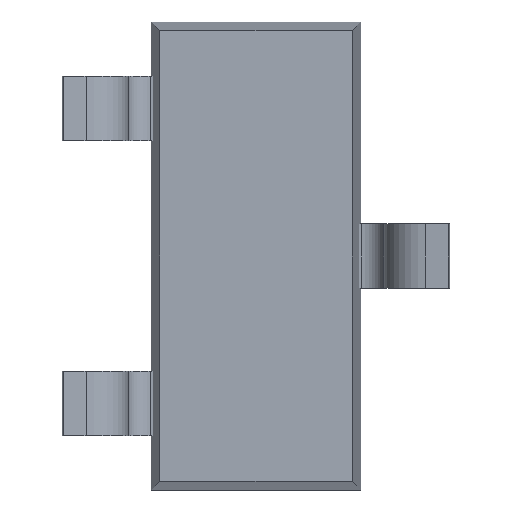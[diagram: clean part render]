
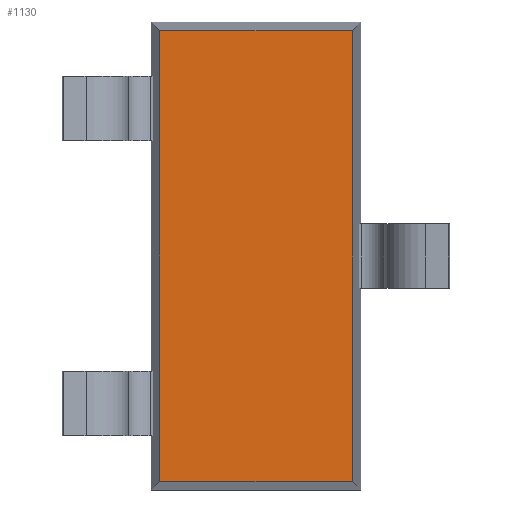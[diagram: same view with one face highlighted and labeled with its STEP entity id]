
A CAD part, front view. The second image highlights one B-rep face of the part: STEP entity #1130.
In plain terms, the highlighted planar face has unit normal (0, -1, 0).
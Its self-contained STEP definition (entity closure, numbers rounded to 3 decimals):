
#70 = DIRECTION ( 'NONE',  ( 0., 1., 0. ) ) ;
#78 = PLANE ( 'NONE',  #1215 ) ;
#88 = CARTESIAN_POINT ( 'NONE',  ( 0., 0.1, -1.395 ) ) ;
#167 = CARTESIAN_POINT ( 'NONE',  ( 0., 0.1, 0. ) ) ;
#217 = DIRECTION ( 'NONE',  ( 0., 0., -1. ) ) ;
#236 = VECTOR ( 'NONE', #1452, 1000. ) ;
#301 = ORIENTED_EDGE ( 'NONE', *, *, #1186, .F. ) ;
#407 = CARTESIAN_POINT ( 'NONE',  ( 0.595, 0.1, 1.395 ) ) ;
#413 = EDGE_CURVE ( 'NONE', #865, #1181, #1290, .T. ) ;
#434 = LINE ( 'NONE', #1190, #236 ) ;
#530 = CARTESIAN_POINT ( 'NONE',  ( 0.595, 0.1, -1.395 ) ) ;
#563 = DIRECTION ( 'NONE',  ( 0., 0., 1. ) ) ;
#565 = DIRECTION ( 'NONE',  ( 1., 0., 0. ) ) ;
#641 = LINE ( 'NONE', #1324, #1346 ) ;
#673 = CARTESIAN_POINT ( 'NONE',  ( -0.595, 0.1, 1.395 ) ) ;
#703 = EDGE_LOOP ( 'NONE', ( #301, #1220, #1135, #1079 ) ) ;
#749 = LINE ( 'NONE', #929, #1506 ) ;
#769 = EDGE_CURVE ( 'NONE', #1099, #1563, #749, .T. ) ;
#796 = EDGE_CURVE ( 'NONE', #1181, #1099, #434, .T. ) ;
#865 = VERTEX_POINT ( 'NONE', #530 ) ;
#929 = CARTESIAN_POINT ( 'NONE',  ( 0., 0.1, 1.395 ) ) ;
#938 = DIRECTION ( 'NONE',  ( -1., 0., 0. ) ) ;
#1079 = ORIENTED_EDGE ( 'NONE', *, *, #413, .F. ) ;
#1099 = VERTEX_POINT ( 'NONE', #673 ) ;
#1130 = ADVANCED_FACE ( 'NONE', ( #1385 ), #78, .F. ) ;
#1135 = ORIENTED_EDGE ( 'NONE', *, *, #796, .F. ) ;
#1181 = VERTEX_POINT ( 'NONE', #1404 ) ;
#1186 = EDGE_CURVE ( 'NONE', #1563, #865, #641, .T. ) ;
#1190 = CARTESIAN_POINT ( 'NONE',  ( -0.595, 0.1, 0. ) ) ;
#1215 = AXIS2_PLACEMENT_3D ( 'NONE', #167, #70, #563 ) ;
#1220 = ORIENTED_EDGE ( 'NONE', *, *, #769, .F. ) ;
#1290 = LINE ( 'NONE', #88, #1533 ) ;
#1324 = CARTESIAN_POINT ( 'NONE',  ( 0.595, 0.1, 0. ) ) ;
#1346 = VECTOR ( 'NONE', #217, 1000. ) ;
#1385 = FACE_OUTER_BOUND ( 'NONE', #703, .T. ) ;
#1404 = CARTESIAN_POINT ( 'NONE',  ( -0.595, 0.1, -1.395 ) ) ;
#1452 = DIRECTION ( 'NONE',  ( 0., 0., 1. ) ) ;
#1506 = VECTOR ( 'NONE', #565, 1000. ) ;
#1533 = VECTOR ( 'NONE', #938, 1000. ) ;
#1563 = VERTEX_POINT ( 'NONE', #407 ) ;
